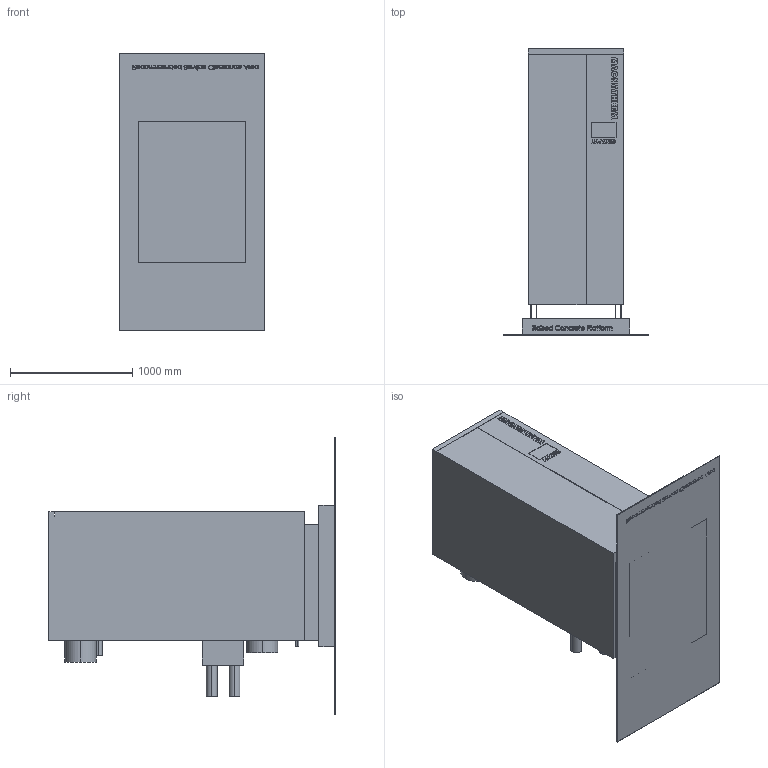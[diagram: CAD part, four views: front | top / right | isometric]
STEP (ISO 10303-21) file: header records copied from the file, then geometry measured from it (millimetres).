
FILE_DESCRIPTION (( 'STEP AP203' ), '1' );
FILE_NAME ('MGT 3D BLOCKS, 3000.STEP', '2018-07-17T17:17:03', ( '' ), ( '' ), 'SwSTEP 2.0', 'SolidWorks 2017', '' );
FILE_SCHEMA (( 'CONFIG_CONTROL_DESIGN' ));
Products named in the file (1): MGT 3D BLOCKS, 3000
Bounding box: 1188.72 x 2343.15 x 2273.3 mm (x, y, z)
Volume: 1914680829.7 mm3; surface area: 17029549.8 mm2
Topology: 1 solids, 1 shells, 1087 faces, 2919 edges, 1946 vertices
Faces by surface type: plane 596, bspline 476, cylinder 15
Entity records: 53878 total; most frequent: CARTESIAN_POINT 29789, ORIENTED_EDGE 5838, DIRECTION 3221, EDGE_CURVE 2919, VERTEX_POINT 1946, VECTOR 1937, LINE 1937, EDGE_LOOP 1205
